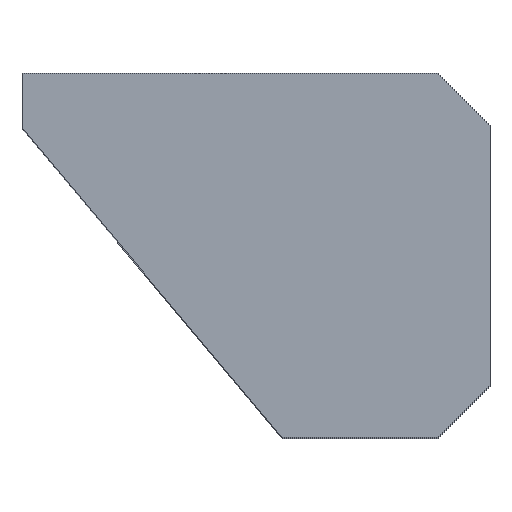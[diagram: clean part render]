
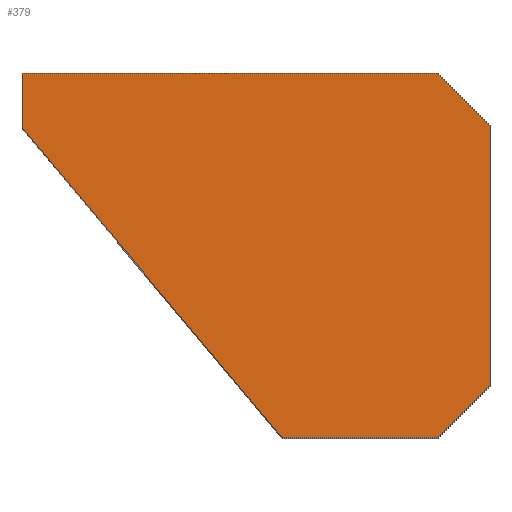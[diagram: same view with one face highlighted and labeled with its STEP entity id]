
A CAD part, top view. The second image highlights one B-rep face of the part: STEP entity #379.
In plain terms, the highlighted planar face has unit normal (0, 0, 1).
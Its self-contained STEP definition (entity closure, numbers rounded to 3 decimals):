
#130=VECTOR('Line Direction',#129,1.) ;
#179=VECTOR('Line Direction',#178,1.) ;
#252=VECTOR('Line Direction',#251,1.) ;
#273=VECTOR('Line Direction',#272,1.) ;
#343=VECTOR('Line Direction',#342,1.) ;
#360=VECTOR('Line Direction',#359,1.) ;
#367=VECTOR('Line Direction',#366,1.) ;
#129=DIRECTION('Vector Direction',(0.643,-0.766,0.)) ;
#178=DIRECTION('Vector Direction',(0.,-1.,0.)) ;
#251=DIRECTION('Vector Direction',(-1.,0.,0.)) ;
#272=DIRECTION('Vector Direction',(0.707,-0.707,0.)) ;
#342=DIRECTION('Vector Direction',(1.,0.,0.)) ;
#354=DIRECTION('Axis2P3D Direction',(0.,0.,1.)) ;
#355=DIRECTION('Axis2P3D XDirection',(1.,0.,0.)) ;
#359=DIRECTION('Vector Direction',(0.,1.,0.)) ;
#366=DIRECTION('Vector Direction',(-0.707,-0.707,0.)) ;
#125=CARTESIAN_POINT('Vertex',(-205.,-182.,10.)) ;
#128=CARTESIAN_POINT('Line Origine',(-210.,-176.041,10.)) ;
#132=CARTESIAN_POINT('Vertex',(-215.,-170.082,10.)) ;
#177=CARTESIAN_POINT('Line Origine',(-215.,-169.041,10.)) ;
#181=CARTESIAN_POINT('Vertex',(-215.,-168.,10.)) ;
#240=CARTESIAN_POINT('Vertex',(-199.,-168.,10.)) ;
#250=CARTESIAN_POINT('Line Origine',(-207.,-168.,10.)) ;
#271=CARTESIAN_POINT('Line Origine',(-198.,-169.,10.)) ;
#275=CARTESIAN_POINT('Vertex',(-197.,-170.,10.)) ;
#338=CARTESIAN_POINT('Vertex',(-199.,-182.,10.)) ;
#341=CARTESIAN_POINT('Line Origine',(-202.,-182.,10.)) ;
#353=CARTESIAN_POINT('Axis2P3D Location',(0.,0.,10.)) ;
#358=CARTESIAN_POINT('Line Origine',(-197.,-175.,10.)) ;
#362=CARTESIAN_POINT('Vertex',(-197.,-180.,10.)) ;
#365=CARTESIAN_POINT('Line Origine',(-198.,-181.,10.)) ;
#356=AXIS2_PLACEMENT_3D('Plane Axis2P3D',#353,#354,#355) ;
#134=EDGE_CURVE('',#133,#126,#131,.T.) ;
#183=EDGE_CURVE('',#182,#133,#180,.T.) ;
#254=EDGE_CURVE('',#241,#182,#253,.T.) ;
#277=EDGE_CURVE('',#241,#276,#274,.T.) ;
#345=EDGE_CURVE('',#126,#339,#344,.T.) ;
#364=EDGE_CURVE('',#363,#276,#361,.T.) ;
#369=EDGE_CURVE('',#363,#339,#368,.T.) ;
#357=PLANE('Plane',#356) ;
#371=ORIENTED_EDGE('',*,*,#364,.T.) ;
#372=ORIENTED_EDGE('',*,*,#277,.F.) ;
#373=ORIENTED_EDGE('',*,*,#254,.T.) ;
#374=ORIENTED_EDGE('',*,*,#183,.T.) ;
#375=ORIENTED_EDGE('',*,*,#134,.T.) ;
#376=ORIENTED_EDGE('',*,*,#345,.T.) ;
#377=ORIENTED_EDGE('',*,*,#369,.F.) ;
#131=LINE('Line',#128,#130) ;
#180=LINE('Line',#177,#179) ;
#253=LINE('Line',#250,#252) ;
#274=LINE('Line',#271,#273) ;
#344=LINE('Line',#341,#343) ;
#361=LINE('Line',#358,#360) ;
#368=LINE('Line',#365,#367) ;
#379=ADVANCED_FACE('Corps principal',(#378),#357,.T.) ;
#126=VERTEX_POINT('',#125) ;
#133=VERTEX_POINT('',#132) ;
#182=VERTEX_POINT('',#181) ;
#241=VERTEX_POINT('',#240) ;
#276=VERTEX_POINT('',#275) ;
#339=VERTEX_POINT('',#338) ;
#363=VERTEX_POINT('',#362) ;
#370=EDGE_LOOP('',(#371,#372,#373,#374,#375,#376,#377)) ;
#378=FACE_OUTER_BOUND('',#370,.T.) ;
